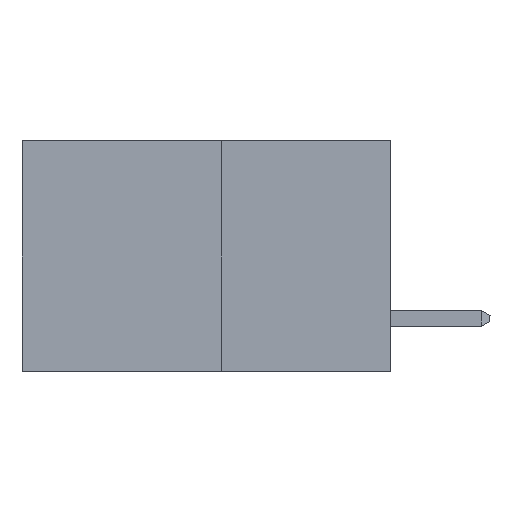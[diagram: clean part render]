
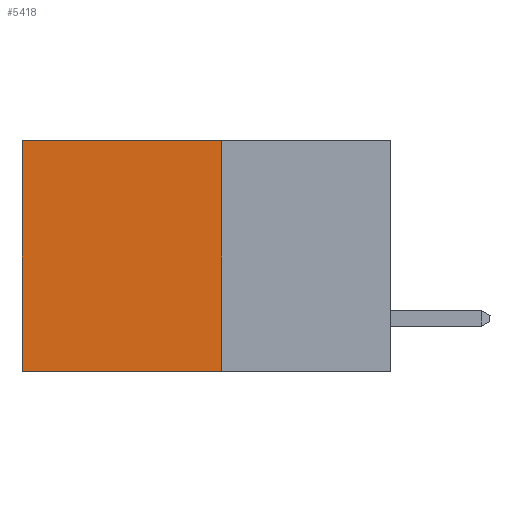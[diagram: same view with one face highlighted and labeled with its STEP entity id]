
A CAD part, left-side view. The second image highlights one B-rep face of the part: STEP entity #5418.
In plain terms, the highlighted planar face has unit normal (-1, 0, 0).
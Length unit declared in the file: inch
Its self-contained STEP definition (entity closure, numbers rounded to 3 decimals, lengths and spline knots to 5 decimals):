
#1066 = CARTESIAN_POINT ( 'NONE',  ( 0.277, 0.27, -0.37 ) ) ;
#1116 = VECTOR ( 'NONE', #5497, 39.37008 ) ;
#1136 = CARTESIAN_POINT ( 'NONE',  ( 0.277, 0.27, -0.37 ) ) ;
#1198 = LINE ( 'NONE', #13193, #19020 ) ;
#1698 = LINE ( 'NONE', #1066, #15002 ) ;
#3447 = EDGE_LOOP ( 'NONE', ( #11355, #7202, #11910, #20977 ) ) ;
#4079 = VERTEX_POINT ( 'NONE', #6886 ) ;
#4299 = VERTEX_POINT ( 'NONE', #17743 ) ;
#4342 = VECTOR ( 'NONE', #15009, 39.37008 ) ;
#4424 = CARTESIAN_POINT ( 'NONE',  ( 0.277, 0.27, 0. ) ) ;
#4481 = DIRECTION ( 'NONE',  ( 0., 0., -1. ) ) ;
#4620 = EDGE_CURVE ( 'NONE', #20163, #4299, #10273, .T. ) ;
#5418 = ADVANCED_FACE ( 'NONE', ( #7474 ), #10878, .F. ) ;
#5497 = DIRECTION ( 'NONE',  ( 0., 1., 0. ) ) ;
#6886 = CARTESIAN_POINT ( 'NONE',  ( 0.277, 0.27, -0.37 ) ) ;
#7202 = ORIENTED_EDGE ( 'NONE', *, *, #11557, .F. ) ;
#7474 = FACE_OUTER_BOUND ( 'NONE', #3447, .T. ) ;
#7835 = DIRECTION ( 'NONE',  ( 0., 0., -1. ) ) ;
#9177 = CARTESIAN_POINT ( 'NONE',  ( 0.277, 0.59, -0.37 ) ) ;
#10273 = LINE ( 'NONE', #4424, #1116 ) ;
#10760 = DIRECTION ( 'NONE',  ( 0., 0., -1. ) ) ;
#10775 = DIRECTION ( 'NONE',  ( 1., 0., 0. ) ) ;
#10878 = PLANE ( 'NONE',  #11909 ) ;
#11073 = CARTESIAN_POINT ( 'NONE',  ( 0.277, 0.27, -0.37 ) ) ;
#11355 = ORIENTED_EDGE ( 'NONE', *, *, #19720, .T. ) ;
#11557 = EDGE_CURVE ( 'NONE', #4079, #14061, #18208, .T. ) ;
#11909 = AXIS2_PLACEMENT_3D ( 'NONE', #11073, #10775, #10760 ) ;
#11910 = ORIENTED_EDGE ( 'NONE', *, *, #16019, .F. ) ;
#12118 = CARTESIAN_POINT ( 'NONE',  ( 0.277, 0.27, 0. ) ) ;
#13193 = CARTESIAN_POINT ( 'NONE',  ( 0.277, 0.59, -0.37 ) ) ;
#14061 = VERTEX_POINT ( 'NONE', #9177 ) ;
#15002 = VECTOR ( 'NONE', #4481, 39.37008 ) ;
#15009 = DIRECTION ( 'NONE',  ( 0., 1., 0. ) ) ;
#16019 = EDGE_CURVE ( 'NONE', #20163, #4079, #1698, .T. ) ;
#17743 = CARTESIAN_POINT ( 'NONE',  ( 0.277, 0.59, 0. ) ) ;
#18208 = LINE ( 'NONE', #1136, #4342 ) ;
#19020 = VECTOR ( 'NONE', #7835, 39.37008 ) ;
#19720 = EDGE_CURVE ( 'NONE', #4299, #14061, #1198, .T. ) ;
#20163 = VERTEX_POINT ( 'NONE', #12118 ) ;
#20977 = ORIENTED_EDGE ( 'NONE', *, *, #4620, .T. ) ;
